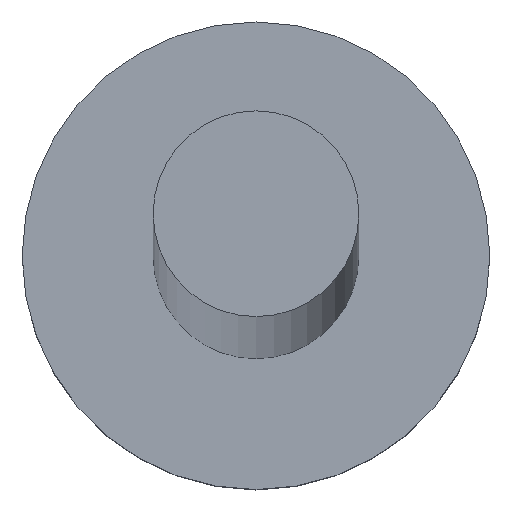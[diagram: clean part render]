
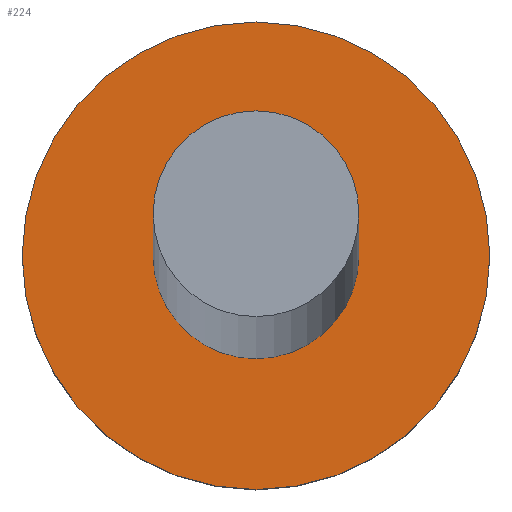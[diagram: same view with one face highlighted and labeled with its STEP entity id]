
A CAD part, top view. The second image highlights one B-rep face of the part: STEP entity #224.
In plain terms, the highlighted planar face has unit normal (0, 0, 1).
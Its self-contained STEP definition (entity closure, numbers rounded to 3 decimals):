
#25 = ORIENTED_EDGE ( 'NONE', *, *, #208, .T. ) ;
#28 = CIRCLE ( 'NONE', #173, 1.25 ) ;
#46 = VERTEX_POINT ( 'NONE', #248 ) ;
#56 = FACE_BOUND ( 'NONE', #86, .T. ) ;
#70 = ORIENTED_EDGE ( 'NONE', *, *, #150, .T. ) ;
#72 = CARTESIAN_POINT ( 'NONE',  ( 0., 0., 1.2 ) ) ;
#76 = DIRECTION ( 'NONE',  ( 1., 0., 0. ) ) ;
#77 = DIRECTION ( 'NONE',  ( 0., 0., 1. ) ) ;
#86 = EDGE_LOOP ( 'NONE', ( #128, #245 ) ) ;
#89 = CIRCLE ( 'NONE', #153, 0.55 ) ;
#92 = CARTESIAN_POINT ( 'NONE',  ( 0., 0., 1.2 ) ) ;
#106 = CIRCLE ( 'NONE', #250, 0.55 ) ;
#110 = DIRECTION ( 'NONE',  ( 0., 0., 1. ) ) ;
#111 = DIRECTION ( 'NONE',  ( 1., 0., 0. ) ) ;
#113 = CARTESIAN_POINT ( 'NONE',  ( 0.55, 0., 1.2 ) ) ;
#114 = CARTESIAN_POINT ( 'NONE',  ( 0., 0., 1.2 ) ) ;
#120 = VERTEX_POINT ( 'NONE', #252 ) ;
#124 = EDGE_CURVE ( 'NONE', #46, #204, #89, .T. ) ;
#126 = AXIS2_PLACEMENT_3D ( 'NONE', #251, #77, #76 ) ;
#128 = ORIENTED_EDGE ( 'NONE', *, *, #124, .F. ) ;
#137 = AXIS2_PLACEMENT_3D ( 'NONE', #114, #193, #149 ) ;
#149 = DIRECTION ( 'NONE',  ( 1., 0., 0. ) ) ;
#150 = EDGE_CURVE ( 'NONE', #168, #120, #184, .T. ) ;
#153 = AXIS2_PLACEMENT_3D ( 'NONE', #92, #205, #249 ) ;
#154 = FACE_OUTER_BOUND ( 'NONE', #218, .T. ) ;
#168 = VERTEX_POINT ( 'NONE', #210 ) ;
#172 = EDGE_CURVE ( 'NONE', #204, #46, #106, .T. ) ;
#173 = AXIS2_PLACEMENT_3D ( 'NONE', #72, #192, #232 ) ;
#184 = CIRCLE ( 'NONE', #126, 1.25 ) ;
#189 = PLANE ( 'NONE',  #137 ) ;
#192 = DIRECTION ( 'NONE',  ( 0., 0., 1. ) ) ;
#193 = DIRECTION ( 'NONE',  ( 0., 0., 1. ) ) ;
#204 = VERTEX_POINT ( 'NONE', #113 ) ;
#205 = DIRECTION ( 'NONE',  ( 0., 0., 1. ) ) ;
#207 = CARTESIAN_POINT ( 'NONE',  ( 0., 0., 1.2 ) ) ;
#208 = EDGE_CURVE ( 'NONE', #120, #168, #28, .T. ) ;
#210 = CARTESIAN_POINT ( 'NONE',  ( 1.25, 0., 1.2 ) ) ;
#218 = EDGE_LOOP ( 'NONE', ( #25, #70 ) ) ;
#224 = ADVANCED_FACE ( 'NONE', ( #56, #154 ), #189, .T. ) ;
#232 = DIRECTION ( 'NONE',  ( 1., 0., 0. ) ) ;
#245 = ORIENTED_EDGE ( 'NONE', *, *, #172, .F. ) ;
#248 = CARTESIAN_POINT ( 'NONE',  ( -0.55, 0., 1.2 ) ) ;
#249 = DIRECTION ( 'NONE',  ( 1., 0., 0. ) ) ;
#250 = AXIS2_PLACEMENT_3D ( 'NONE', #207, #110, #111 ) ;
#251 = CARTESIAN_POINT ( 'NONE',  ( 0., 0., 1.2 ) ) ;
#252 = CARTESIAN_POINT ( 'NONE',  ( -1.25, 0., 1.2 ) ) ;
